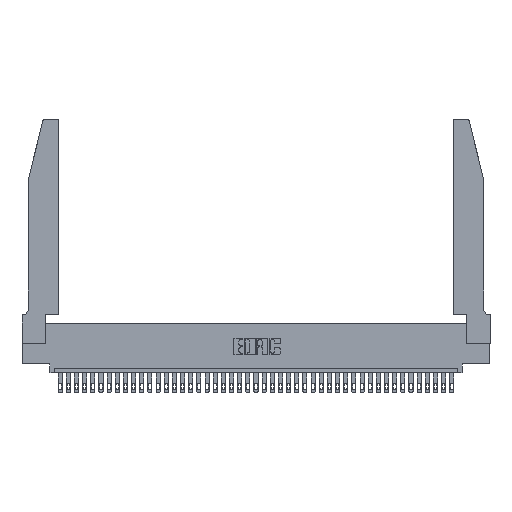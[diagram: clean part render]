
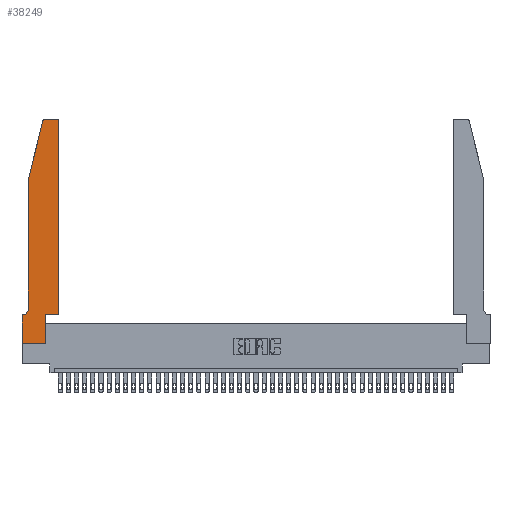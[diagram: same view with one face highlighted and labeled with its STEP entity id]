
A CAD part, top view. The second image highlights one B-rep face of the part: STEP entity #38249.
In plain terms, the highlighted planar face has unit normal (0, 0, 1).
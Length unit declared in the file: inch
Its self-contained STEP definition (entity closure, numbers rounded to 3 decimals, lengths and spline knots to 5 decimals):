
#241 = CARTESIAN_POINT ( 'NONE',  ( 0., 0., 0.37 ) ) ;
#550 = CARTESIAN_POINT ( 'NONE',  ( 0.0755, 2., 0.37 ) ) ;
#1641 = VERTEX_POINT ( 'NONE', #20084 ) ;
#2225 = LINE ( 'NONE', #241, #26872 ) ;
#2393 = VECTOR ( 'NONE', #17340, 39.37008 ) ;
#2403 = ORIENTED_EDGE ( 'NONE', *, *, #17756, .T. ) ;
#3907 = ORIENTED_EDGE ( 'NONE', *, *, #11314, .T. ) ;
#4136 = DIRECTION ( 'NONE',  ( 0., 0., 1. ) ) ;
#4422 = LINE ( 'NONE', #35125, #31032 ) ;
#5705 = VERTEX_POINT ( 'NONE', #8970 ) ;
#5713 = EDGE_CURVE ( 'NONE', #5705, #34724, #17041, .T. ) ;
#6448 = CARTESIAN_POINT ( 'NONE',  ( 0.0755, 0.35, 0.37 ) ) ;
#6633 = EDGE_CURVE ( 'NONE', #22611, #32238, #2225, .T. ) ;
#6942 = VECTOR ( 'NONE', #30266, 39.37008 ) ;
#7949 = LINE ( 'NONE', #8094, #6942 ) ;
#8094 = CARTESIAN_POINT ( 'NONE',  ( 0.4505, 0.35, 0.37 ) ) ;
#8970 = CARTESIAN_POINT ( 'NONE',  ( 0.4205, 2.75, 0.37 ) ) ;
#8978 = CARTESIAN_POINT ( 'NONE',  ( 0.0055, 0.42, 0.37 ) ) ;
#9617 = ORIENTED_EDGE ( 'NONE', *, *, #17643, .T. ) ;
#10174 = CARTESIAN_POINT ( 'NONE',  ( 0.2865, 0., 0.37 ) ) ;
#10714 = CARTESIAN_POINT ( 'NONE',  ( 0.2865, 0.35, 0.37 ) ) ;
#11314 = EDGE_CURVE ( 'NONE', #12567, #26407, #18256, .T. ) ;
#12462 = CIRCLE ( 'NONE', #30880, 0.07 ) ;
#12567 = VERTEX_POINT ( 'NONE', #33396 ) ;
#12775 = VECTOR ( 'NONE', #35134, 39.37008 ) ;
#13123 = CARTESIAN_POINT ( 'NONE',  ( 0.0755, 2., 0.37 ) ) ;
#13370 = DIRECTION ( 'NONE',  ( 1., 0., 0. ) ) ;
#13487 = EDGE_CURVE ( 'NONE', #24852, #5705, #21089, .T. ) ;
#14602 = CARTESIAN_POINT ( 'NONE',  ( 0.2865, 0.35, 0.37 ) ) ;
#15074 = DIRECTION ( 'NONE',  ( 1., 0., 0. ) ) ;
#15110 = CARTESIAN_POINT ( 'NONE',  ( 0.0755, 2., 0.37 ) ) ;
#15342 = CARTESIAN_POINT ( 'NONE',  ( 0.4505, 2.72, 0.37 ) ) ;
#16227 = AXIS2_PLACEMENT_3D ( 'NONE', #40520, #30163, #19054 ) ;
#16508 = ORIENTED_EDGE ( 'NONE', *, *, #27740, .T. ) ;
#16517 = VERTEX_POINT ( 'NONE', #25132 ) ;
#16532 = AXIS2_PLACEMENT_3D ( 'NONE', #22813, #19611, #13370 ) ;
#16918 = DIRECTION ( 'NONE',  ( 1., 0., 0. ) ) ;
#17041 = LINE ( 'NONE', #30481, #17566 ) ;
#17340 = DIRECTION ( 'NONE',  ( 0., -1., 0. ) ) ;
#17367 = EDGE_CURVE ( 'NONE', #23615, #16517, #7949, .T. ) ;
#17566 = VECTOR ( 'NONE', #21245, 39.37008 ) ;
#17643 = EDGE_CURVE ( 'NONE', #34724, #12567, #37067, .T. ) ;
#17756 = EDGE_CURVE ( 'NONE', #1641, #25160, #12462, .T. ) ;
#18256 = LINE ( 'NONE', #13123, #12775 ) ;
#18301 = DIRECTION ( 'NONE',  ( 0., 1., 0. ) ) ;
#18546 = CARTESIAN_POINT ( 'NONE',  ( 0., 0., 0.37 ) ) ;
#18639 = CARTESIAN_POINT ( 'NONE',  ( 0., 0., 0.37 ) ) ;
#19054 = DIRECTION ( 'NONE',  ( 1., 0., 0. ) ) ;
#19069 = ORIENTED_EDGE ( 'NONE', *, *, #29221, .T. ) ;
#19089 = DIRECTION ( 'NONE',  ( 0., -1., 0. ) ) ;
#19611 = DIRECTION ( 'NONE',  ( 0., 0., 1. ) ) ;
#20084 = CARTESIAN_POINT ( 'NONE',  ( 0.0755, 0.42, 0.37 ) ) ;
#20465 = VERTEX_POINT ( 'NONE', #10174 ) ;
#20516 = EDGE_CURVE ( 'NONE', #26407, #1641, #27555, .T. ) ;
#21089 = CIRCLE ( 'NONE', #22291, 0.03 ) ;
#21245 = DIRECTION ( 'NONE',  ( -1., 0., 0. ) ) ;
#21444 = ORIENTED_EDGE ( 'NONE', *, *, #13487, .T. ) ;
#22291 = AXIS2_PLACEMENT_3D ( 'NONE', #26322, #4136, #16918 ) ;
#22334 = DIRECTION ( 'NONE',  ( -1., 0., 0. ) ) ;
#22611 = VERTEX_POINT ( 'NONE', #30711 ) ;
#22813 = CARTESIAN_POINT ( 'NONE',  ( 0.284, 2.72, 0.37 ) ) ;
#23615 = VERTEX_POINT ( 'NONE', #14602 ) ;
#23730 = CARTESIAN_POINT ( 'NONE',  ( 0.284, 2.75, 0.37 ) ) ;
#24100 = ORIENTED_EDGE ( 'NONE', *, *, #25588, .T. ) ;
#24303 = VECTOR ( 'NONE', #18301, 39.37008 ) ;
#24782 = FACE_OUTER_BOUND ( 'NONE', #39851, .T. ) ;
#24852 = VERTEX_POINT ( 'NONE', #15342 ) ;
#25001 = DIRECTION ( 'NONE',  ( 0., 0., -1. ) ) ;
#25132 = CARTESIAN_POINT ( 'NONE',  ( 0.4505, 0.35, 0.37 ) ) ;
#25160 = VERTEX_POINT ( 'NONE', #27631 ) ;
#25437 = ORIENTED_EDGE ( 'NONE', *, *, #5713, .T. ) ;
#25588 = EDGE_CURVE ( 'NONE', #20465, #23615, #33587, .T. ) ;
#26322 = CARTESIAN_POINT ( 'NONE',  ( 0.4205, 2.72, 0.37 ) ) ;
#26407 = VERTEX_POINT ( 'NONE', #15110 ) ;
#26634 = EDGE_CURVE ( 'NONE', #25160, #22611, #39955, .T. ) ;
#26872 = VECTOR ( 'NONE', #19089, 39.37008 ) ;
#27245 = ORIENTED_EDGE ( 'NONE', *, *, #6633, .T. ) ;
#27555 = LINE ( 'NONE', #550, #2393 ) ;
#27631 = CARTESIAN_POINT ( 'NONE',  ( 0.0055, 0.35, 0.37 ) ) ;
#27740 = EDGE_CURVE ( 'NONE', #16517, #24852, #4422, .T. ) ;
#29016 = DIRECTION ( 'NONE',  ( 0., 1., 0. ) ) ;
#29221 = EDGE_CURVE ( 'NONE', #32238, #20465, #35729, .T. ) ;
#30163 = DIRECTION ( 'NONE',  ( 0., 0., 1. ) ) ;
#30266 = DIRECTION ( 'NONE',  ( 1., 0., 0. ) ) ;
#30481 = CARTESIAN_POINT ( 'NONE',  ( 0.2605, 2.75, 0.37 ) ) ;
#30711 = CARTESIAN_POINT ( 'NONE',  ( 0., 0.35, 0.37 ) ) ;
#30880 = AXIS2_PLACEMENT_3D ( 'NONE', #8978, #25001, #22334 ) ;
#31032 = VECTOR ( 'NONE', #29016, 39.37008 ) ;
#31369 = VECTOR ( 'NONE', #15074, 39.37008 ) ;
#31589 = VECTOR ( 'NONE', #31881, 39.37008 ) ;
#31725 = ORIENTED_EDGE ( 'NONE', *, *, #17367, .T. ) ;
#31881 = DIRECTION ( 'NONE',  ( -1., 0., 0. ) ) ;
#31896 = ORIENTED_EDGE ( 'NONE', *, *, #20516, .T. ) ;
#32238 = VERTEX_POINT ( 'NONE', #18639 ) ;
#33396 = CARTESIAN_POINT ( 'NONE',  ( 0.25487, 2.72718, 0.37 ) ) ;
#33587 = LINE ( 'NONE', #10714, #24303 ) ;
#34724 = VERTEX_POINT ( 'NONE', #23730 ) ;
#35125 = CARTESIAN_POINT ( 'NONE',  ( 0.4505, 0.35, 0.37 ) ) ;
#35134 = DIRECTION ( 'NONE',  ( -0.239, -0.971, 0. ) ) ;
#35729 = LINE ( 'NONE', #18546, #31369 ) ;
#36156 = ORIENTED_EDGE ( 'NONE', *, *, #26634, .T. ) ;
#37067 = CIRCLE ( 'NONE', #16532, 0.03 ) ;
#37860 = PLANE ( 'NONE',  #16227 ) ;
#38249 = ADVANCED_FACE ( 'NONE', ( #24782 ), #37860, .T. ) ;
#39851 = EDGE_LOOP ( 'NONE', ( #25437, #9617, #3907, #31896, #2403, #36156, #27245, #19069, #24100, #31725, #16508, #21444 ) ) ;
#39955 = LINE ( 'NONE', #6448, #31589 ) ;
#40520 = CARTESIAN_POINT ( 'NONE',  ( 0., 0.35, 0.37 ) ) ;
